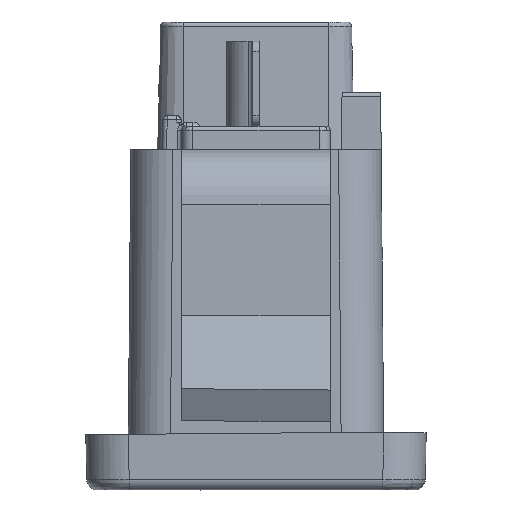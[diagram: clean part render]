
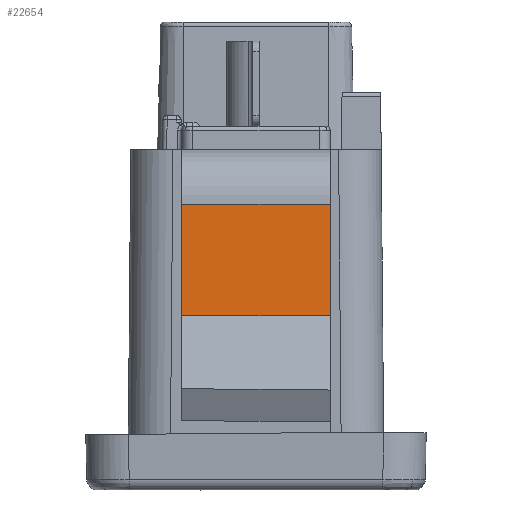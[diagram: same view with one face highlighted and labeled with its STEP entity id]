
A CAD part, left-side view. The second image highlights one B-rep face of the part: STEP entity #22654.
In plain terms, the highlighted planar face has unit normal (-1, 0, 0.018).
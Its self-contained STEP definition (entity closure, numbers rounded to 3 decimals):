
#10788 = ORIENTED_EDGE ( 'NONE', *, *, #23854, .F. ) ;
#10817 = ORIENTED_EDGE ( 'NONE', *, *, #23868, .T. ) ;
#10825 = ORIENTED_EDGE ( 'NONE', *, *, #23862, .F. ) ;
#10898 = ORIENTED_EDGE ( 'NONE', *, *, #23861, .T. ) ;
#14698 = AXIS2_PLACEMENT_3D ( 'NONE', #15679, #15680, #15681 ) ;
#15366 = FACE_OUTER_BOUND ( 'NONE', #21910, .T. ) ;
#15660 = PLANE ( 'NONE',  #14698 ) ;
#15679 = CARTESIAN_POINT ( 'NONE',  ( -12., -3.5, 10.729 ) ) ;
#15680 = DIRECTION ( 'NONE',  ( 1., 0., -0.017 ) ) ;
#15681 = DIRECTION ( 'NONE',  ( -0.017, 0., -1. ) ) ;
#19584 = CARTESIAN_POINT ( 'NONE',  ( -12., -3.5, 10.729 ) ) ;
#19585 = CARTESIAN_POINT ( 'NONE',  ( -12.091, 3.5, 5.5 ) ) ;
#19592 = CARTESIAN_POINT ( 'NONE',  ( -12., 3.5, 10.729 ) ) ;
#19594 = CARTESIAN_POINT ( 'NONE',  ( -12.091, -3.5, 5.5 ) ) ;
#21150 = CARTESIAN_POINT ( 'NONE',  ( -12., -3.5, 10.729 ) ) ;
#21151 = DIRECTION ( 'NONE',  ( -0.017, 0., -1. ) ) ;
#21173 = CARTESIAN_POINT ( 'NONE',  ( -12., -3.5, 10.729 ) ) ;
#21177 = CARTESIAN_POINT ( 'NONE',  ( -12.091, -3.5, 5.5 ) ) ;
#21179 = DIRECTION ( 'NONE',  ( 0., -1., 0. ) ) ;
#21180 = DIRECTION ( 'NONE',  ( 0., -1., 0. ) ) ;
#21191 = CARTESIAN_POINT ( 'NONE',  ( -12., 3.5, 10.729 ) ) ;
#21192 = DIRECTION ( 'NONE',  ( -0.017, 0., -1. ) ) ;
#21554 = LINE ( 'NONE', #21150, #21556 ) ;
#21556 = VECTOR ( 'NONE', #21151, 1000. ) ;
#21564 = LINE ( 'NONE', #21173, #21570 ) ;
#21565 = LINE ( 'NONE', #21177, #21568 ) ;
#21568 = VECTOR ( 'NONE', #21179, 1000. ) ;
#21570 = VECTOR ( 'NONE', #21180, 1000. ) ;
#21579 = LINE ( 'NONE', #21191, #21582 ) ;
#21582 = VECTOR ( 'NONE', #21192, 1000. ) ;
#21910 = EDGE_LOOP ( 'NONE', ( #10898, #10788, #10825, #10817 ) ) ;
#22654 = ADVANCED_FACE ( 'NONE', ( #15366 ), #15660, .F. ) ;
#23073 = VERTEX_POINT ( 'NONE', #19584 ) ;
#23074 = VERTEX_POINT ( 'NONE', #19585 ) ;
#23081 = VERTEX_POINT ( 'NONE', #19592 ) ;
#23083 = VERTEX_POINT ( 'NONE', #19594 ) ;
#23854 = EDGE_CURVE ( 'NONE', #23073, #23083, #21554, .T. ) ;
#23861 = EDGE_CURVE ( 'NONE', #23074, #23083, #21565, .T. ) ;
#23862 = EDGE_CURVE ( 'NONE', #23081, #23073, #21564, .T. ) ;
#23868 = EDGE_CURVE ( 'NONE', #23081, #23074, #21579, .T. ) ;
